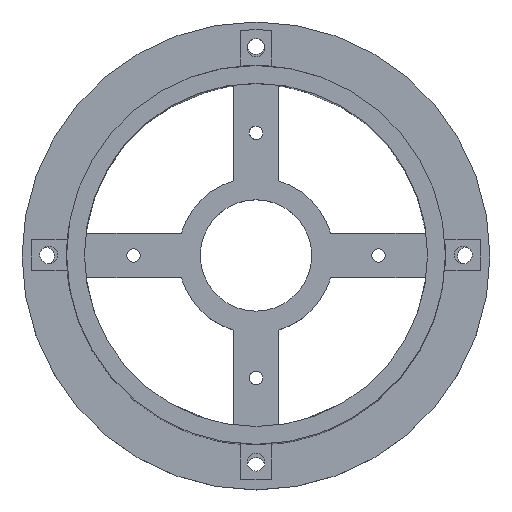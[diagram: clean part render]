
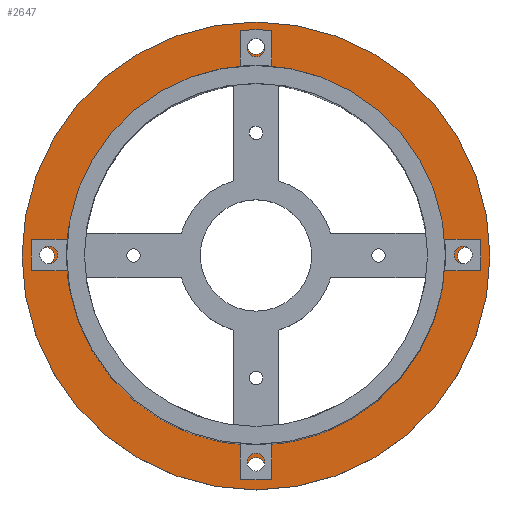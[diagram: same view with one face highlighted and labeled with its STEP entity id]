
A CAD part, top view. The second image highlights one B-rep face of the part: STEP entity #2647.
In plain terms, the highlighted planar face has unit normal (0, 0, 1).
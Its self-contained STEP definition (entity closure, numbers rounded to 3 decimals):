
#49 = AXIS2_PLACEMENT_3D ( 'NONE', #2638, #286, #2031 ) ;
#64 = CIRCLE ( 'NONE', #672, 38.5 ) ;
#90 = AXIS2_PLACEMENT_3D ( 'NONE', #1396, #1687, #2186 ) ;
#119 = CARTESIAN_POINT ( 'NONE',  ( 0., 0., 0. ) ) ;
#182 = EDGE_LOOP ( 'NONE', ( #2612, #293 ) ) ;
#221 = DIRECTION ( 'NONE',  ( 0., 0., -1. ) ) ;
#286 = DIRECTION ( 'NONE',  ( 0., 0., -1. ) ) ;
#293 = ORIENTED_EDGE ( 'NONE', *, *, #2277, .T. ) ;
#328 = CIRCLE ( 'NONE', #1759, 52.5 ) ;
#341 = EDGE_CURVE ( 'NONE', #2260, #805, #328, .T. ) ;
#351 = EDGE_LOOP ( 'NONE', ( #1918, #3344 ) ) ;
#364 = CARTESIAN_POINT ( 'NONE',  ( 52.5, 0., 0. ) ) ;
#373 = ORIENTED_EDGE ( 'NONE', *, *, #341, .F. ) ;
#471 = EDGE_CURVE ( 'NONE', #805, #2260, #3076, .T. ) ;
#476 = CARTESIAN_POINT ( 'NONE',  ( 0., 47.259, 0. ) ) ;
#556 = EDGE_CURVE ( 'NONE', #574, #2614, #3022, .T. ) ;
#574 = VERTEX_POINT ( 'NONE', #1299 ) ;
#618 = CARTESIAN_POINT ( 'NONE',  ( -2., -47.259, 0. ) ) ;
#672 = AXIS2_PLACEMENT_3D ( 'NONE', #1940, #1667, #1650 ) ;
#688 = VERTEX_POINT ( 'NONE', #2891 ) ;
#711 = DIRECTION ( 'NONE',  ( -1., 0., 0. ) ) ;
#714 = VERTEX_POINT ( 'NONE', #2146 ) ;
#749 = DIRECTION ( 'NONE',  ( 0., 0., -1. ) ) ;
#791 = CIRCLE ( 'NONE', #2053, 38.5 ) ;
#795 = DIRECTION ( 'NONE',  ( 0., 0., -1. ) ) ;
#805 = VERTEX_POINT ( 'NONE', #364 ) ;
#828 = CARTESIAN_POINT ( 'NONE',  ( 47.259, 0., 0. ) ) ;
#837 = AXIS2_PLACEMENT_3D ( 'NONE', #476, #3074, #711 ) ;
#885 = CARTESIAN_POINT ( 'NONE',  ( -47.259, 0., 0. ) ) ;
#898 = DIRECTION ( 'NONE',  ( -1., 0., 0. ) ) ;
#951 = VERTEX_POINT ( 'NONE', #2963 ) ;
#976 = EDGE_CURVE ( 'NONE', #714, #3363, #1677, .T. ) ;
#990 = DIRECTION ( 'NONE',  ( 0., 0., -1. ) ) ;
#1011 = ORIENTED_EDGE ( 'NONE', *, *, #2359, .T. ) ;
#1016 = CARTESIAN_POINT ( 'NONE',  ( -47.259, 0., 0. ) ) ;
#1061 = DIRECTION ( 'NONE',  ( -1., 0., 0. ) ) ;
#1150 = CARTESIAN_POINT ( 'NONE',  ( 38.5, 0., 0. ) ) ;
#1299 = CARTESIAN_POINT ( 'NONE',  ( 2., -47.259, 0. ) ) ;
#1302 = AXIS2_PLACEMENT_3D ( 'NONE', #828, #795, #1061 ) ;
#1303 = CIRCLE ( 'NONE', #90, 2. ) ;
#1352 = DIRECTION ( 'NONE',  ( -1., 0., 0. ) ) ;
#1359 = VERTEX_POINT ( 'NONE', #2892 ) ;
#1396 = CARTESIAN_POINT ( 'NONE',  ( 47.259, 0., 0. ) ) ;
#1414 = EDGE_CURVE ( 'NONE', #3363, #714, #1303, .T. ) ;
#1436 = EDGE_CURVE ( 'NONE', #3246, #1359, #2943, .T. ) ;
#1444 = FACE_BOUND ( 'NONE', #2810, .T. ) ;
#1464 = FACE_BOUND ( 'NONE', #182, .T. ) ;
#1484 = DIRECTION ( 'NONE',  ( 0., 0., -1. ) ) ;
#1542 = AXIS2_PLACEMENT_3D ( 'NONE', #2617, #990, #3136 ) ;
#1554 = ORIENTED_EDGE ( 'NONE', *, *, #1436, .T. ) ;
#1565 = ORIENTED_EDGE ( 'NONE', *, *, #471, .F. ) ;
#1644 = CARTESIAN_POINT ( 'NONE',  ( 49.259, 0., 0. ) ) ;
#1650 = DIRECTION ( 'NONE',  ( -1., 0., 0. ) ) ;
#1665 = CIRCLE ( 'NONE', #837, 2. ) ;
#1667 = DIRECTION ( 'NONE',  ( 0., 0., -1. ) ) ;
#1677 = CIRCLE ( 'NONE', #1302, 2. ) ;
#1682 = FACE_BOUND ( 'NONE', #2114, .T. ) ;
#1687 = DIRECTION ( 'NONE',  ( 0., 0., -1. ) ) ;
#1693 = DIRECTION ( 'NONE',  ( -1., 0., 0. ) ) ;
#1737 = AXIS2_PLACEMENT_3D ( 'NONE', #3308, #2225, #898 ) ;
#1759 = AXIS2_PLACEMENT_3D ( 'NONE', #3262, #2500, #1693 ) ;
#1800 = DIRECTION ( 'NONE',  ( -1., 0., 0. ) ) ;
#1878 = DIRECTION ( 'NONE',  ( 0., 0., -1. ) ) ;
#1882 = CIRCLE ( 'NONE', #3148, 2. ) ;
#1918 = ORIENTED_EDGE ( 'NONE', *, *, #1414, .T. ) ;
#1940 = CARTESIAN_POINT ( 'NONE',  ( 0., 0., 0. ) ) ;
#1978 = CARTESIAN_POINT ( 'NONE',  ( 2., 47.259, 0. ) ) ;
#1987 = FACE_OUTER_BOUND ( 'NONE', #2044, .T. ) ;
#2016 = EDGE_CURVE ( 'NONE', #951, #2373, #64, .T. ) ;
#2031 = DIRECTION ( 'NONE',  ( -1., 0., 0. ) ) ;
#2044 = EDGE_LOOP ( 'NONE', ( #1565, #373 ) ) ;
#2046 = AXIS2_PLACEMENT_3D ( 'NONE', #119, #1484, #2508 ) ;
#2052 = CIRCLE ( 'NONE', #3373, 2. ) ;
#2053 = AXIS2_PLACEMENT_3D ( 'NONE', #2831, #221, #2850 ) ;
#2096 = CIRCLE ( 'NONE', #2211, 2. ) ;
#2114 = EDGE_LOOP ( 'NONE', ( #2347, #2399 ) ) ;
#2137 = EDGE_LOOP ( 'NONE', ( #2863, #3169 ) ) ;
#2146 = CARTESIAN_POINT ( 'NONE',  ( 45.259, 0., 0. ) ) ;
#2186 = DIRECTION ( 'NONE',  ( -1., 0., 0. ) ) ;
#2211 = AXIS2_PLACEMENT_3D ( 'NONE', #1016, #749, #1800 ) ;
#2225 = DIRECTION ( 'NONE',  ( 0., 0., -1. ) ) ;
#2234 = EDGE_CURVE ( 'NONE', #688, #2747, #2052, .T. ) ;
#2255 = PLANE ( 'NONE',  #2046 ) ;
#2260 = VERTEX_POINT ( 'NONE', #2965 ) ;
#2277 = EDGE_CURVE ( 'NONE', #2614, #574, #1882, .T. ) ;
#2347 = ORIENTED_EDGE ( 'NONE', *, *, #2766, .T. ) ;
#2359 = EDGE_CURVE ( 'NONE', #1359, #3246, #1665, .T. ) ;
#2373 = VERTEX_POINT ( 'NONE', #1150 ) ;
#2399 = ORIENTED_EDGE ( 'NONE', *, *, #2016, .T. ) ;
#2447 = CARTESIAN_POINT ( 'NONE',  ( 0., -47.259, 0. ) ) ;
#2500 = DIRECTION ( 'NONE',  ( 0., 0., -1. ) ) ;
#2508 = DIRECTION ( 'NONE',  ( -1., 0., 0. ) ) ;
#2556 = CARTESIAN_POINT ( 'NONE',  ( -49.259, 0., 0. ) ) ;
#2562 = EDGE_CURVE ( 'NONE', #2747, #688, #2096, .T. ) ;
#2612 = ORIENTED_EDGE ( 'NONE', *, *, #556, .T. ) ;
#2614 = VERTEX_POINT ( 'NONE', #618 ) ;
#2617 = CARTESIAN_POINT ( 'NONE',  ( 0., -47.259, 0. ) ) ;
#2638 = CARTESIAN_POINT ( 'NONE',  ( 0., 0., 0. ) ) ;
#2640 = DIRECTION ( 'NONE',  ( 0., 0., -1. ) ) ;
#2647 = ADVANCED_FACE ( 'NONE', ( #1987, #1682, #2741, #1444, #3302, #1464 ), #2255, .F. ) ;
#2698 = DIRECTION ( 'NONE',  ( -1., 0., 0. ) ) ;
#2741 = FACE_BOUND ( 'NONE', #351, .T. ) ;
#2747 = VERTEX_POINT ( 'NONE', #2556 ) ;
#2766 = EDGE_CURVE ( 'NONE', #2373, #951, #791, .T. ) ;
#2810 = EDGE_LOOP ( 'NONE', ( #1554, #1011 ) ) ;
#2831 = CARTESIAN_POINT ( 'NONE',  ( 0., 0., 0. ) ) ;
#2850 = DIRECTION ( 'NONE',  ( -1., 0., 0. ) ) ;
#2863 = ORIENTED_EDGE ( 'NONE', *, *, #2234, .T. ) ;
#2891 = CARTESIAN_POINT ( 'NONE',  ( -45.259, 0., 0. ) ) ;
#2892 = CARTESIAN_POINT ( 'NONE',  ( -2., 47.259, 0. ) ) ;
#2943 = CIRCLE ( 'NONE', #1737, 2. ) ;
#2963 = CARTESIAN_POINT ( 'NONE',  ( -38.5, 0., 0. ) ) ;
#2965 = CARTESIAN_POINT ( 'NONE',  ( -52.5, 0., 0. ) ) ;
#3022 = CIRCLE ( 'NONE', #1542, 2. ) ;
#3074 = DIRECTION ( 'NONE',  ( 0., 0., -1. ) ) ;
#3076 = CIRCLE ( 'NONE', #49, 52.5 ) ;
#3136 = DIRECTION ( 'NONE',  ( -1., 0., 0. ) ) ;
#3148 = AXIS2_PLACEMENT_3D ( 'NONE', #2447, #2640, #2698 ) ;
#3169 = ORIENTED_EDGE ( 'NONE', *, *, #2562, .T. ) ;
#3246 = VERTEX_POINT ( 'NONE', #1978 ) ;
#3262 = CARTESIAN_POINT ( 'NONE',  ( 0., 0., 0. ) ) ;
#3302 = FACE_BOUND ( 'NONE', #2137, .T. ) ;
#3308 = CARTESIAN_POINT ( 'NONE',  ( 0., 47.259, 0. ) ) ;
#3344 = ORIENTED_EDGE ( 'NONE', *, *, #976, .T. ) ;
#3363 = VERTEX_POINT ( 'NONE', #1644 ) ;
#3373 = AXIS2_PLACEMENT_3D ( 'NONE', #885, #1878, #1352 ) ;
